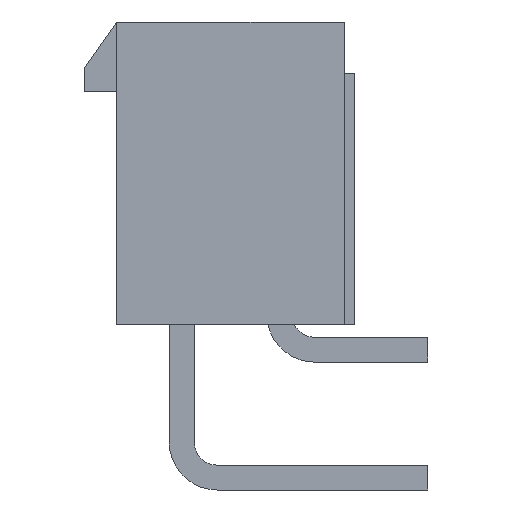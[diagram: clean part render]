
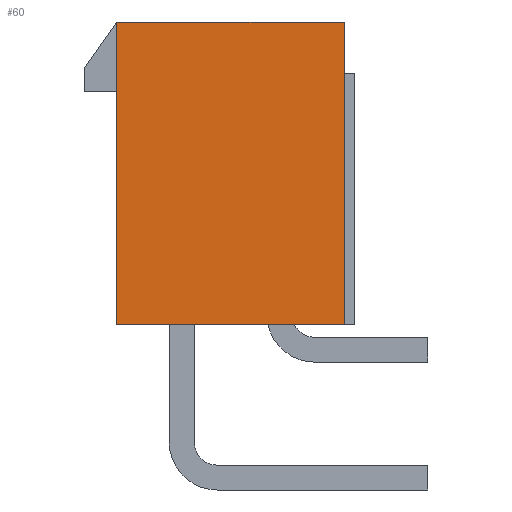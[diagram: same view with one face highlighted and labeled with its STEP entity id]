
A CAD part, left-side view. The second image highlights one B-rep face of the part: STEP entity #60.
In plain terms, the highlighted planar face has unit normal (-1, 0, 0).
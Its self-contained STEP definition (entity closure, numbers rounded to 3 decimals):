
#60=ADVANCED_FACE('',(#519),#520,.T.);
#519=FACE_OUTER_BOUND('',#1387,.T.);
#520=PLANE('',#1388);
#1387=EDGE_LOOP('',(#2489,#2490,#2491,#2492));
#1388=AXIS2_PLACEMENT_3D('',#2493,#2494,#2495);
#2489=ORIENTED_EDGE('',*,*,#5664,.T.);
#2490=ORIENTED_EDGE('',*,*,#5580,.T.);
#2491=ORIENTED_EDGE('',*,*,#5674,.F.);
#2492=ORIENTED_EDGE('',*,*,#5454,.F.);
#2493=CARTESIAN_POINT('',(-21.6,4.9,0.0));
#2494=DIRECTION('',(-1.0,0.0,0.0));
#2495=DIRECTION('',(0.0,0.0,1.0));
#5454=EDGE_CURVE('',#6484,#6486,#6487,.T.);
#5580=EDGE_CURVE('',#6731,#6729,#6732,.T.);
#5664=EDGE_CURVE('',#6484,#6731,#6898,.T.);
#5674=EDGE_CURVE('',#6486,#6729,#6912,.T.);
#6484=VERTEX_POINT('',#8194);
#6486=VERTEX_POINT('',#8197);
#6487=LINE('',#8198,#8199);
#6729=VERTEX_POINT('',#8563);
#6731=VERTEX_POINT('',#8566);
#6732=LINE('',#8567,#8568);
#6898=LINE('',#8817,#8818);
#6912=LINE('',#8841,#8842);
#8194=CARTESIAN_POINT('',(-21.6,4.9,0.0));
#8197=CARTESIAN_POINT('',(-21.6,-4.9,0.0));
#8198=CARTESIAN_POINT('',(-21.6,4.9,0.0));
#8199=VECTOR('',#10834,9.8);
#8563=CARTESIAN_POINT('',(-21.6,-4.9,-13.0));
#8566=CARTESIAN_POINT('',(-21.6,4.9,-13.0));
#8567=CARTESIAN_POINT('',(-21.6,4.9,-13.0));
#8568=VECTOR('',#10964,9.8);
#8817=CARTESIAN_POINT('',(-21.6,4.9,0.0));
#8818=VECTOR('',#11048,13.0);
#8841=CARTESIAN_POINT('',(-21.6,-4.9,0.0));
#8842=VECTOR('',#11058,13.0);
#10834=DIRECTION('',(0.0,-1.0,0.0));
#10964=DIRECTION('',(0.0,-1.0,0.0));
#11048=DIRECTION('',(0.0,0.0,-1.0));
#11058=DIRECTION('',(0.0,0.0,-1.0));
